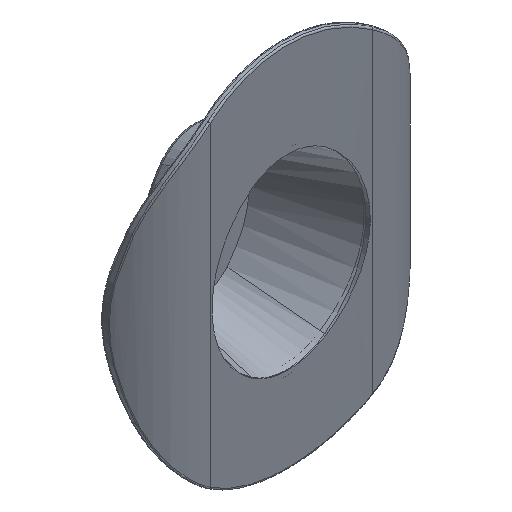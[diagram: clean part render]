
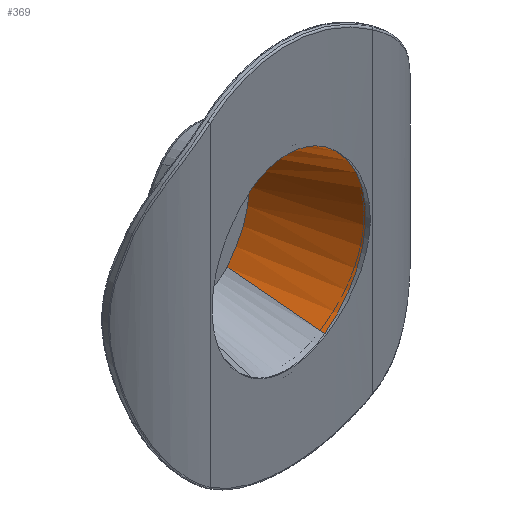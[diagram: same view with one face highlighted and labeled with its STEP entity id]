
A CAD part, isometric view. The second image highlights one B-rep face of the part: STEP entity #369.
In plain terms, the highlighted free-form (B-spline) face has degree [9, 1] with [10, 2] control points.
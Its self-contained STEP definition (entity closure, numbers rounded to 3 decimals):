
#44 = VERTEX_POINT('',#45);
#45 = CARTESIAN_POINT('',(23.691,3.,190.938));
#55 = B_SPLINE_SURFACE_WITH_KNOTS('',9,1,(
    (#56,#57)
    ,(#58,#59)
    ,(#60,#61)
    ,(#62,#63)
    ,(#64,#65)
    ,(#66,#67)
    ,(#68,#69)
    ,(#70,#71)
    ,(#72,#73)
    ,(#74,#75)),.UNSPECIFIED.,.F.,.F.,.F.,(10,10),(2,2),(0.642,
    2.5),(0.,1.),.PIECEWISE_BEZIER_KNOTS.);
#56 = CARTESIAN_POINT('',(23.691,3.,190.938));
#57 = CARTESIAN_POINT('',(21.076,60.,173.288));
#58 = CARTESIAN_POINT('',(19.105,3.,194.22));
#59 = CARTESIAN_POINT('',(17.923,60.,177.511));
#60 = CARTESIAN_POINT('',(14.01,3.,196.789));
#61 = CARTESIAN_POINT('',(13.788,60.,
    181.));
#62 = CARTESIAN_POINT('',(8.531,3.,198.556));
#63 = CARTESIAN_POINT('',(8.866,60.,183.497
    ));
#64 = CARTESIAN_POINT('',(2.815,3.,199.456));
#65 = CARTESIAN_POINT('',(3.434,60.,184.8
    ));
#66 = CARTESIAN_POINT('',(-2.983,3.,199.456));
#67 = CARTESIAN_POINT('',(-2.176,60.,
    184.8));
#68 = CARTESIAN_POINT('',(-8.699,3.,198.556));
#69 = CARTESIAN_POINT('',(-7.608,60.,
    183.497));
#70 = CARTESIAN_POINT('',(-14.178,3.,196.789));
#71 = CARTESIAN_POINT('',(-12.53,60.,
    181.));
#72 = CARTESIAN_POINT('',(-19.273,3.,194.22));
#73 = CARTESIAN_POINT('',(-16.664,60.,
    177.511));
#74 = CARTESIAN_POINT('',(-23.859,3.,190.938));
#75 = CARTESIAN_POINT('',(-19.818,60.,173.288));
#82 = PLANE('',#83);
#83 = AXIS2_PLACEMENT_3D('',#84,#85,#86);
#84 = CARTESIAN_POINT('',(-0.084,3.,157.713));
#85 = DIRECTION('',(0.,-1.,0.));
#86 = DIRECTION('',(1.,0.,0.));
#138 = VERTEX_POINT('',#139);
#139 = CARTESIAN_POINT('',(21.076,60.,173.288));
#154 = PLANE('',#155);
#155 = AXIS2_PLACEMENT_3D('',#156,#157,#158);
#156 = CARTESIAN_POINT('',(0.629,60.,158.015));
#157 = DIRECTION('',(0.,-1.,0.));
#158 = DIRECTION('',(1.,0.,0.));
#166 = EDGE_CURVE('',#44,#138,#167,.T.);
#167 = SURFACE_CURVE('',#168,(#171,#178),.PCURVE_S1.);
#168 = B_SPLINE_CURVE_WITH_KNOTS('',1,(#169,#170),.UNSPECIFIED.,.F.,.F.,
  (2,2),(0.,1.),.PIECEWISE_BEZIER_KNOTS.);
#169 = CARTESIAN_POINT('',(23.691,3.,190.938));
#170 = CARTESIAN_POINT('',(21.076,60.,173.288));
#171 = PCURVE('',#55,#172);
#172 = DEFINITIONAL_REPRESENTATION('',(#173),#177);
#173 = LINE('',#174,#175);
#174 = CARTESIAN_POINT('',(0.642,0.));
#175 = VECTOR('',#176,1.);
#176 = DIRECTION('',(0.,1.));
#177 = ( GEOMETRIC_REPRESENTATION_CONTEXT(2) 
PARAMETRIC_REPRESENTATION_CONTEXT() REPRESENTATION_CONTEXT('2D SPACE',''
  ) );
#178 = PCURVE('',#179,#200);
#179 = B_SPLINE_SURFACE_WITH_KNOTS('',9,1,(
    (#180,#181)
    ,(#182,#183)
    ,(#184,#185)
    ,(#186,#187)
    ,(#188,#189)
    ,(#190,#191)
    ,(#192,#193)
    ,(#194,#195)
    ,(#196,#197)
    ,(#198,#199
    )),.UNSPECIFIED.,.F.,.F.,.F.,(10,10),(2,2),(5.346,
    7.233),(0.,1.),.PIECEWISE_BEZIER_KNOTS.);
#180 = CARTESIAN_POINT('',(24.333,3.,86.615));
#181 = CARTESIAN_POINT('',(18.761,60.,97.766));
#182 = CARTESIAN_POINT('',(35.221,3.,94.611));
#183 = CARTESIAN_POINT('',(24.619,60.,104.681));
#184 = CARTESIAN_POINT('',(44.223,3.,105.175));
#185 = CARTESIAN_POINT('',(29.315,60.,112.58));
#186 = CARTESIAN_POINT('',(50.647,3.,117.799));
#187 = CARTESIAN_POINT('',(32.66,60.,121.24));
#188 = CARTESIAN_POINT('',(53.96,3.,131.757));
#189 = CARTESIAN_POINT('',(34.515,60.,130.397));
#190 = CARTESIAN_POINT('',(53.872,3.,146.165));
#191 = CARTESIAN_POINT('',(34.801,60.,139.754));
#192 = CARTESIAN_POINT('',(50.387,3.,160.081));
#193 = CARTESIAN_POINT('',(33.511,60.,149.007));
#194 = CARTESIAN_POINT('',(43.809,3.,172.625));
#195 = CARTESIAN_POINT('',(30.703,60.,157.856));
#196 = CARTESIAN_POINT('',(34.677,3.,183.077));
#197 = CARTESIAN_POINT('',(26.5,60.,166.028));
#198 = CARTESIAN_POINT('',(23.691,3.,190.938));
#199 = CARTESIAN_POINT('',(21.076,60.,173.288));
#200 = DEFINITIONAL_REPRESENTATION('',(#201),#205);
#201 = LINE('',#202,#203);
#202 = CARTESIAN_POINT('',(7.233,0.));
#203 = VECTOR('',#204,1.);
#204 = DIRECTION('',(0.,1.));
#205 = ( GEOMETRIC_REPRESENTATION_CONTEXT(2) 
PARAMETRIC_REPRESENTATION_CONTEXT() REPRESENTATION_CONTEXT('2D SPACE',''
  ) );
#249 = B_SPLINE_SURFACE_WITH_KNOTS('',9,1,(
    (#250,#251)
    ,(#252,#253)
    ,(#254,#255)
    ,(#256,#257)
    ,(#258,#259)
    ,(#260,#261)
    ,(#262,#263)
    ,(#264,#265)
    ,(#266,#267)
    ,(#268,#269
    )),.UNSPECIFIED.,.F.,.F.,.F.,(10,10),(2,2),(3.823,
    5.58),(0.,1.),.PIECEWISE_BEZIER_KNOTS.);
#250 = CARTESIAN_POINT('',(-22.56,3.,85.748));
#251 = CARTESIAN_POINT('',(-18.337,60.,98.171));
#252 = CARTESIAN_POINT('',(-17.964,3.,82.628));
#253 = CARTESIAN_POINT('',(-15.375,60.,
    94.516));
#254 = CARTESIAN_POINT('',(-12.889,3.,80.215));
#255 = CARTESIAN_POINT('',(-11.61,60.,
    91.511));
#256 = CARTESIAN_POINT('',(-7.458,3.,78.592));
#257 = CARTESIAN_POINT('',(-7.205,60.,
    89.359));
#258 = CARTESIAN_POINT('',(-1.813,3.,77.819));
#259 = CARTESIAN_POINT('',(-2.382,60.,
    88.213));
#260 = CARTESIAN_POINT('',(3.893,3.,77.924));
#261 = CARTESIAN_POINT('',(2.593,60.,88.158
    ));
#262 = CARTESIAN_POINT('',(9.506,3.,78.906));
#263 = CARTESIAN_POINT('',(7.439,60.,
    89.199));
#264 = CARTESIAN_POINT('',(14.873,3.,80.728));
#265 = CARTESIAN_POINT('',(11.89,60.,
    91.254));
#266 = CARTESIAN_POINT('',(19.855,3.,83.328));
#267 = CARTESIAN_POINT('',(15.72,60.,94.176));
#268 = CARTESIAN_POINT('',(24.333,3.,86.615));
#269 = CARTESIAN_POINT('',(18.761,60.,97.766));
#303 = VERTEX_POINT('',#304);
#304 = CARTESIAN_POINT('',(24.333,3.,86.615));
#325 = EDGE_CURVE('',#303,#326,#328,.T.);
#326 = VERTEX_POINT('',#327);
#327 = CARTESIAN_POINT('',(18.761,60.,97.766));
#328 = SURFACE_CURVE('',#329,(#332,#339),.PCURVE_S1.);
#329 = B_SPLINE_CURVE_WITH_KNOTS('',1,(#330,#331),.UNSPECIFIED.,.F.,.F.,
  (2,2),(0.,1.),.PIECEWISE_BEZIER_KNOTS.);
#330 = CARTESIAN_POINT('',(24.333,3.,86.615));
#331 = CARTESIAN_POINT('',(18.761,60.,97.766));
#332 = PCURVE('',#249,#333);
#333 = DEFINITIONAL_REPRESENTATION('',(#334),#338);
#334 = LINE('',#335,#336);
#335 = CARTESIAN_POINT('',(5.58,0.));
#336 = VECTOR('',#337,1.);
#337 = DIRECTION('',(0.,1.));
#338 = ( GEOMETRIC_REPRESENTATION_CONTEXT(2) 
PARAMETRIC_REPRESENTATION_CONTEXT() REPRESENTATION_CONTEXT('2D SPACE',''
  ) );
#339 = PCURVE('',#179,#340);
#340 = DEFINITIONAL_REPRESENTATION('',(#341),#345);
#341 = LINE('',#342,#343);
#342 = CARTESIAN_POINT('',(5.346,0.));
#343 = VECTOR('',#344,1.);
#344 = DIRECTION('',(0.,1.));
#345 = ( GEOMETRIC_REPRESENTATION_CONTEXT(2) 
PARAMETRIC_REPRESENTATION_CONTEXT() REPRESENTATION_CONTEXT('2D SPACE',''
  ) );
#369 = ADVANCED_FACE('',(#370),#179,.T.);
#370 = FACE_BOUND('',#371,.T.);
#371 = EDGE_LOOP('',(#372,#394,#395,#416));
#372 = ORIENTED_EDGE('',*,*,#373,.T.);
#373 = EDGE_CURVE('',#303,#44,#374,.T.);
#374 = SURFACE_CURVE('',#375,(#380,#387),.PCURVE_S1.);
#375 = CIRCLE('',#376,64.426);
#376 = AXIS2_PLACEMENT_3D('',#377,#378,#379);
#377 = CARTESIAN_POINT('',(-13.8,3.,138.544));
#378 = DIRECTION('',(0.,-1.,0.));
#379 = DIRECTION('',(1.,0.,0.));
#380 = PCURVE('',#179,#381);
#381 = DEFINITIONAL_REPRESENTATION('',(#382),#386);
#382 = LINE('',#383,#384);
#383 = CARTESIAN_POINT('',(0.,0.));
#384 = VECTOR('',#385,1.);
#385 = DIRECTION('',(1.,0.));
#386 = ( GEOMETRIC_REPRESENTATION_CONTEXT(2) 
PARAMETRIC_REPRESENTATION_CONTEXT() REPRESENTATION_CONTEXT('2D SPACE',''
  ) );
#387 = PCURVE('',#82,#388);
#388 = DEFINITIONAL_REPRESENTATION('',(#389),#393);
#389 = CIRCLE('',#390,64.426);
#390 = AXIS2_PLACEMENT_2D('',#391,#392);
#391 = CARTESIAN_POINT('',(-13.716,-19.168));
#392 = DIRECTION('',(1.,0.));
#393 = ( GEOMETRIC_REPRESENTATION_CONTEXT(2) 
PARAMETRIC_REPRESENTATION_CONTEXT() REPRESENTATION_CONTEXT('2D SPACE',''
  ) );
#394 = ORIENTED_EDGE('',*,*,#166,.T.);
#395 = ORIENTED_EDGE('',*,*,#396,.F.);
#396 = EDGE_CURVE('',#326,#138,#397,.T.);
#397 = SURFACE_CURVE('',#398,(#403,#409),.PCURVE_S1.);
#398 = CIRCLE('',#399,60.669);
#399 = AXIS2_PLACEMENT_3D('',#400,#401,#402);
#400 = CARTESIAN_POINT('',(-27.53,60.,136.982));
#401 = DIRECTION('',(0.,-1.,0.));
#402 = DIRECTION('',(1.,0.,0.));
#403 = PCURVE('',#179,#404);
#404 = DEFINITIONAL_REPRESENTATION('',(#405),#408);
#405 = B_SPLINE_CURVE_WITH_KNOTS('',1,(#406,#407),.UNSPECIFIED.,.F.,.F.,
  (2,2),(5.58,6.925),.PIECEWISE_BEZIER_KNOTS.);
#406 = CARTESIAN_POINT('',(5.346,1.));
#407 = CARTESIAN_POINT('',(7.233,1.));
#408 = ( GEOMETRIC_REPRESENTATION_CONTEXT(2) 
PARAMETRIC_REPRESENTATION_CONTEXT() REPRESENTATION_CONTEXT('2D SPACE',''
  ) );
#409 = PCURVE('',#154,#410);
#410 = DEFINITIONAL_REPRESENTATION('',(#411),#415);
#411 = CIRCLE('',#412,60.669);
#412 = AXIS2_PLACEMENT_2D('',#413,#414);
#413 = CARTESIAN_POINT('',(-28.159,-21.033));
#414 = DIRECTION('',(1.,0.));
#415 = ( GEOMETRIC_REPRESENTATION_CONTEXT(2) 
PARAMETRIC_REPRESENTATION_CONTEXT() REPRESENTATION_CONTEXT('2D SPACE',''
  ) );
#416 = ORIENTED_EDGE('',*,*,#325,.F.);
